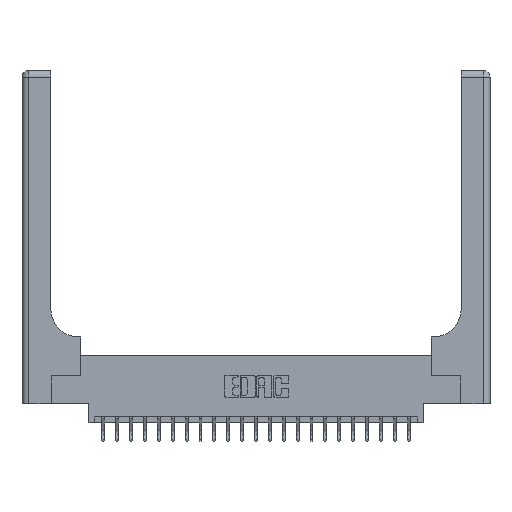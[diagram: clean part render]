
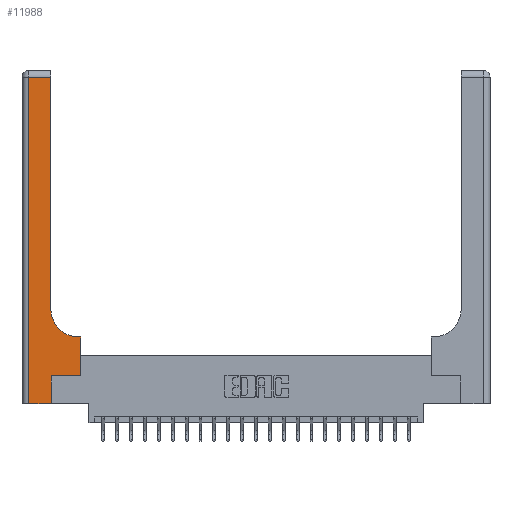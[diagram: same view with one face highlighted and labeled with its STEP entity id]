
A CAD part, top view. The second image highlights one B-rep face of the part: STEP entity #11988.
In plain terms, the highlighted planar face has unit normal (0, 0, 1).
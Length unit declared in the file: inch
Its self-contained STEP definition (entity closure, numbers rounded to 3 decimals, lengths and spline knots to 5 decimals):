
#79 = EDGE_CURVE ( 'NONE', #22217, #15345, #14066, .T. ) ;
#720 = VECTOR ( 'NONE', #15310, 39.37008 ) ;
#1187 = VECTOR ( 'NONE', #6996, 39.37008 ) ;
#1535 = DIRECTION ( 'NONE',  ( -1., 0., 0. ) ) ;
#1884 = VERTEX_POINT ( 'NONE', #17213 ) ;
#2019 = CARTESIAN_POINT ( 'NONE',  ( 0.265, 0.25, 0.37 ) ) ;
#2107 = ORIENTED_EDGE ( 'NONE', *, *, #15822, .T. ) ;
#2224 = VERTEX_POINT ( 'NONE', #2019 ) ;
#2713 = EDGE_CURVE ( 'NONE', #15345, #3672, #14540, .T. ) ;
#3262 = EDGE_CURVE ( 'NONE', #5740, #16040, #18603, .T. ) ;
#3672 = VERTEX_POINT ( 'NONE', #16689 ) ;
#4001 = LINE ( 'NONE', #9675, #17767 ) ;
#4384 = ORIENTED_EDGE ( 'NONE', *, *, #2713, .T. ) ;
#4911 = CARTESIAN_POINT ( 'NONE',  ( 0.528, 0.25, 0.37 ) ) ;
#5002 = DIRECTION ( 'NONE',  ( 0., 0., -1. ) ) ;
#5246 = ORIENTED_EDGE ( 'NONE', *, *, #8274, .T. ) ;
#5740 = VERTEX_POINT ( 'NONE', #8085 ) ;
#5862 = EDGE_CURVE ( 'NONE', #3672, #1884, #11028, .T. ) ;
#6204 = VECTOR ( 'NONE', #17204, 39.37008 ) ;
#6395 = DIRECTION ( 'NONE',  ( 0., -1., 0. ) ) ;
#6802 = DIRECTION ( 'NONE',  ( 0., 1., 0. ) ) ;
#6996 = DIRECTION ( 'NONE',  ( -1., 0., 0. ) ) ;
#7063 = EDGE_CURVE ( 'NONE', #20797, #5740, #11816, .T. ) ;
#7589 = CARTESIAN_POINT ( 'NONE',  ( 0.26, 2.94, 0.37 ) ) ;
#8085 = CARTESIAN_POINT ( 'NONE',  ( 0.06, 0., 0.37 ) ) ;
#8274 = EDGE_CURVE ( 'NONE', #15423, #20797, #14069, .T. ) ;
#8572 = LINE ( 'NONE', #19283, #12832 ) ;
#8688 = VECTOR ( 'NONE', #1535, 39.37008 ) ;
#9133 = VECTOR ( 'NONE', #22568, 39.37008 ) ;
#9358 = DIRECTION ( 'NONE',  ( 0., 0., -1. ) ) ;
#9600 = DIRECTION ( 'NONE',  ( 0., 1., 0. ) ) ;
#9675 = CARTESIAN_POINT ( 'NONE',  ( 0.26, 3., 0.37 ) ) ;
#9750 = ORIENTED_EDGE ( 'NONE', *, *, #5862, .T. ) ;
#11021 = CARTESIAN_POINT ( 'NONE',  ( 0.528, 0.6, 0.37 ) ) ;
#11028 = CIRCLE ( 'NONE', #13648, 0.25 ) ;
#11112 = PLANE ( 'NONE',  #20324 ) ;
#11476 = EDGE_CURVE ( 'NONE', #1884, #15423, #4001, .T. ) ;
#11816 = LINE ( 'NONE', #15367, #15999 ) ;
#11988 = ADVANCED_FACE ( 'NONE', ( #18301 ), #11112, .F. ) ;
#12832 = VECTOR ( 'NONE', #6802, 39.37008 ) ;
#13462 = ORIENTED_EDGE ( 'NONE', *, *, #79, .T. ) ;
#13648 = AXIS2_PLACEMENT_3D ( 'NONE', #15796, #5002, #17551 ) ;
#13912 = EDGE_LOOP ( 'NONE', ( #23025, #5246, #14854, #20051, #2107, #21677, #13462, #4384, #9750 ) ) ;
#14066 = LINE ( 'NONE', #20586, #720 ) ;
#14069 = LINE ( 'NONE', #22911, #8688 ) ;
#14540 = LINE ( 'NONE', #17720, #1187 ) ;
#14854 = ORIENTED_EDGE ( 'NONE', *, *, #7063, .T. ) ;
#15310 = DIRECTION ( 'NONE',  ( 0., 1., 0. ) ) ;
#15345 = VERTEX_POINT ( 'NONE', #11021 ) ;
#15367 = CARTESIAN_POINT ( 'NONE',  ( 0.06, 3., 0.37 ) ) ;
#15423 = VERTEX_POINT ( 'NONE', #7589 ) ;
#15449 = CARTESIAN_POINT ( 'NONE',  ( 0.265, 0.25, 0.37 ) ) ;
#15796 = CARTESIAN_POINT ( 'NONE',  ( 0.51, 0.85, 0.37 ) ) ;
#15822 = EDGE_CURVE ( 'NONE', #16040, #2224, #8572, .T. ) ;
#15999 = VECTOR ( 'NONE', #6395, 39.37008 ) ;
#16040 = VERTEX_POINT ( 'NONE', #16524 ) ;
#16323 = LINE ( 'NONE', #15449, #6204 ) ;
#16524 = CARTESIAN_POINT ( 'NONE',  ( 0.265, 0., 0.37 ) ) ;
#16689 = CARTESIAN_POINT ( 'NONE',  ( 0.51, 0.6, 0.37 ) ) ;
#17204 = DIRECTION ( 'NONE',  ( 1., 0., 0. ) ) ;
#17213 = CARTESIAN_POINT ( 'NONE',  ( 0.26, 0.85, 0.37 ) ) ;
#17551 = DIRECTION ( 'NONE',  ( 1., 0., 0. ) ) ;
#17611 = CARTESIAN_POINT ( 'NONE',  ( 0.06, 2.94, 0.37 ) ) ;
#17720 = CARTESIAN_POINT ( 'NONE',  ( 0.26, 0.6, 0.37 ) ) ;
#17767 = VECTOR ( 'NONE', #9600, 39.37008 ) ;
#18301 = FACE_OUTER_BOUND ( 'NONE', #13912, .T. ) ;
#18603 = LINE ( 'NONE', #20821, #9133 ) ;
#19283 = CARTESIAN_POINT ( 'NONE',  ( 0.265, 0., 0.37 ) ) ;
#20006 = CARTESIAN_POINT ( 'NONE',  ( 0., 3., 0.37 ) ) ;
#20051 = ORIENTED_EDGE ( 'NONE', *, *, #3262, .T. ) ;
#20324 = AXIS2_PLACEMENT_3D ( 'NONE', #20006, #9358, #21740 ) ;
#20586 = CARTESIAN_POINT ( 'NONE',  ( 0.528, 0.25, 0.37 ) ) ;
#20797 = VERTEX_POINT ( 'NONE', #17611 ) ;
#20821 = CARTESIAN_POINT ( 'NONE',  ( 0., 0., 0.37 ) ) ;
#21261 = EDGE_CURVE ( 'NONE', #2224, #22217, #16323, .T. ) ;
#21677 = ORIENTED_EDGE ( 'NONE', *, *, #21261, .T. ) ;
#21740 = DIRECTION ( 'NONE',  ( -1., 0., 0. ) ) ;
#22217 = VERTEX_POINT ( 'NONE', #4911 ) ;
#22568 = DIRECTION ( 'NONE',  ( 1., 0., 0. ) ) ;
#22911 = CARTESIAN_POINT ( 'NONE',  ( 0., 2.94, 0.37 ) ) ;
#23025 = ORIENTED_EDGE ( 'NONE', *, *, #11476, .T. ) ;
